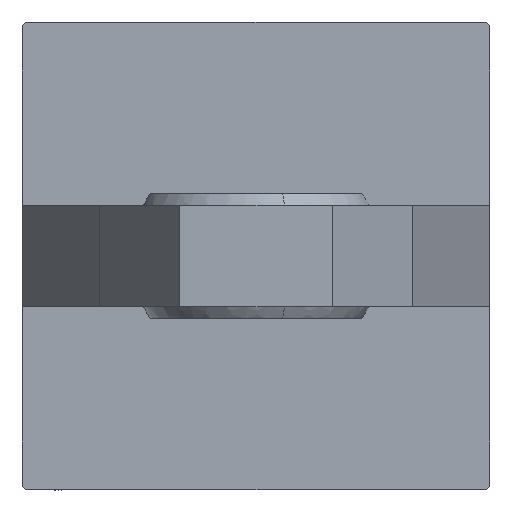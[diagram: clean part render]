
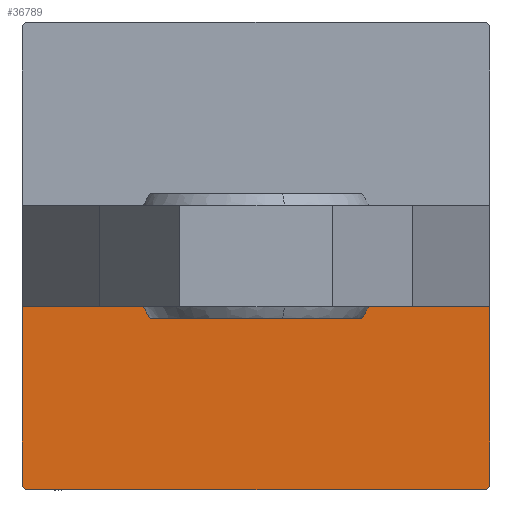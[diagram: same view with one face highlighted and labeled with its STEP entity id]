
A CAD part, left-side view. The second image highlights one B-rep face of the part: STEP entity #36789.
In plain terms, the highlighted planar face has unit normal (-1, 0, 0).
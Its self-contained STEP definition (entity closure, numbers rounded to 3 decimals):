
#837 = LINE ( 'NONE', #43910, #42969 ) ;
#1357 = PLANE ( 'NONE',  #12768 ) ;
#2404 = CARTESIAN_POINT ( 'NONE',  ( 0., -29.75, 29.75 ) ) ;
#4037 = CARTESIAN_POINT ( 'NONE',  ( 0., -30., 29.5 ) ) ;
#5315 = VECTOR ( 'NONE', #21895, 1000. ) ;
#6751 = LINE ( 'NONE', #2404, #5315 ) ;
#9632 = DIRECTION ( 'NONE',  ( 0., 0., -1. ) ) ;
#12511 = EDGE_CURVE ( 'NONE', #32778, #49228, #50131, .T. ) ;
#12768 = AXIS2_PLACEMENT_3D ( 'NONE', #24441, #32123, #43919 ) ;
#13409 = ORIENTED_EDGE ( 'NONE', *, *, #12511, .T. ) ;
#14760 = DIRECTION ( 'NONE',  ( 0., 0., -1. ) ) ;
#14814 = ORIENTED_EDGE ( 'NONE', *, *, #35597, .T. ) ;
#15041 = VERTEX_POINT ( 'NONE', #23920 ) ;
#15604 = CARTESIAN_POINT ( 'NONE',  ( 0., 30., -30. ) ) ;
#15664 = VERTEX_POINT ( 'NONE', #4037 ) ;
#19444 = LINE ( 'NONE', #15604, #34389 ) ;
#21895 = DIRECTION ( 'NONE',  ( 0., 0.707, 0.707 ) ) ;
#23808 = EDGE_CURVE ( 'NONE', #49228, #15041, #19444, .T. ) ;
#23920 = CARTESIAN_POINT ( 'NONE',  ( 0., -29.5, -30. ) ) ;
#24441 = CARTESIAN_POINT ( 'NONE',  ( 0., 0., 0. ) ) ;
#25141 = ORIENTED_EDGE ( 'NONE', *, *, #23808, .T. ) ;
#25876 = VECTOR ( 'NONE', #37691, 1000. ) ;
#26652 = CARTESIAN_POINT ( 'NONE',  ( 0., -29.75, -29.75 ) ) ;
#26829 = ORIENTED_EDGE ( 'NONE', *, *, #35744, .F. ) ;
#31228 = DIRECTION ( 'NONE',  ( 0., -1., 0. ) ) ;
#32123 = DIRECTION ( 'NONE',  ( -1., 0., 0. ) ) ;
#32378 = FACE_OUTER_BOUND ( 'NONE', #49384, .T. ) ;
#32623 = DIRECTION ( 'NONE',  ( 0., -1., 0. ) ) ;
#32778 = VERTEX_POINT ( 'NONE', #34731 ) ;
#33128 = ORIENTED_EDGE ( 'NONE', *, *, #42326, .T. ) ;
#33137 = VERTEX_POINT ( 'NONE', #49809 ) ;
#33938 = LINE ( 'NONE', #49090, #37232 ) ;
#34389 = VECTOR ( 'NONE', #31228, 1000. ) ;
#34731 = CARTESIAN_POINT ( 'NONE',  ( 0., -6.5, 30. ) ) ;
#35023 = EDGE_CURVE ( 'NONE', #15664, #33137, #33938, .T. ) ;
#35597 = EDGE_CURVE ( 'NONE', #15664, #38264, #6751, .T. ) ;
#35744 = EDGE_CURVE ( 'NONE', #32778, #38264, #837, .T. ) ;
#36789 = ADVANCED_FACE ( 'NONE', ( #32378 ), #1357, .T. ) ;
#37232 = VECTOR ( 'NONE', #9632, 1000. ) ;
#37691 = DIRECTION ( 'NONE',  ( 0., -0.707, 0.707 ) ) ;
#38202 = LINE ( 'NONE', #26652, #25876 ) ;
#38264 = VERTEX_POINT ( 'NONE', #48368 ) ;
#42326 = EDGE_CURVE ( 'NONE', #15041, #33137, #38202, .T. ) ;
#42969 = VECTOR ( 'NONE', #32623, 1000. ) ;
#43910 = CARTESIAN_POINT ( 'NONE',  ( 0., 30., 30. ) ) ;
#43919 = DIRECTION ( 'NONE',  ( 0., 0., 1. ) ) ;
#45739 = ORIENTED_EDGE ( 'NONE', *, *, #35023, .F. ) ;
#46955 = VECTOR ( 'NONE', #14760, 1000. ) ;
#48368 = CARTESIAN_POINT ( 'NONE',  ( 0., -29.5, 30. ) ) ;
#49090 = CARTESIAN_POINT ( 'NONE',  ( 0., -30., 30. ) ) ;
#49228 = VERTEX_POINT ( 'NONE', #50424 ) ;
#49384 = EDGE_LOOP ( 'NONE', ( #26829, #13409, #25141, #33128, #45739, #14814 ) ) ;
#49809 = CARTESIAN_POINT ( 'NONE',  ( 0., -30., -29.5 ) ) ;
#49872 = CARTESIAN_POINT ( 'NONE',  ( 0., -6.5, 30. ) ) ;
#50131 = LINE ( 'NONE', #49872, #46955 ) ;
#50424 = CARTESIAN_POINT ( 'NONE',  ( 0., -6.5, -30. ) ) ;
